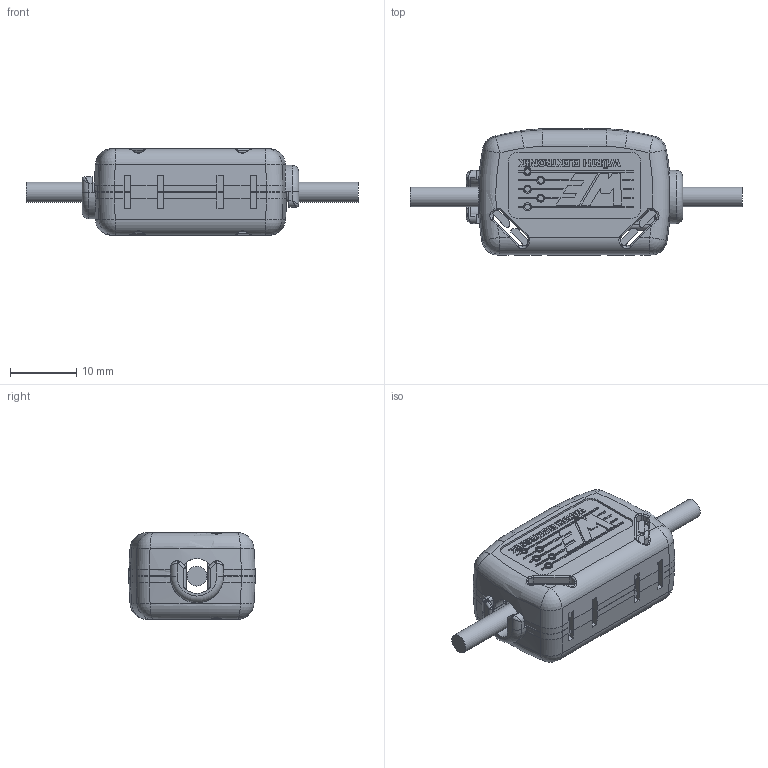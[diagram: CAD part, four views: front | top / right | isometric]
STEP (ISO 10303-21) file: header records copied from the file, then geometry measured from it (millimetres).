
FILE_DESCRIPTION( ( 'Unknown' ), '1' );
FILE_NAME( '74272142_closed.stp', 'Unknown', ( 'Unknown' ), ( 'Unknown' ), 'PSStep 19.0.9', 'Unknown', ' ' );
FILE_SCHEMA( ( 'AUTOMOTIVE_DESIGN { 1 0 10303 214 1 1 1 1 }' ) );
Length unit declared in the file: millimetre
Products named in the file (5): 742 7214C_closed; 742 7214C; Assem1; X742 721 42 R3-01; Kabel
Assembly tree (5 placements, depth 3):
  Assem1
    X742 721 42 R3-01
    Kabel
    742 7214C_closed
      742 7214C  x2
Bounding box: 50 x 19 x 13.05 mm (x, y, z)
Volume: 4582.7 mm3; surface area: 6686.4 mm2
Topology: 4 solids, 4 shells, 1645 faces, 4537 edges, 2948 vertices
Faces by surface type: plane 1015, cylinder 383, extrusion 130, bspline 47, torus 26, cone 24, sphere 20
Full cylindrical faces by diameter (mm): 0.273 x2, 0.842 x5, 2 x2, 2.1 x1, 3 x1, 4 x1
Entity records: 71645 total; most frequent: CARTESIAN_POINT 17992, ORIENTED_EDGE 8870, DIRECTION 7758, EDGE_CURVE 4435, VECTOR 3090, LINE 2960, VERTEX_POINT 2902, AXIS2_PLACEMENT_3D 2334
